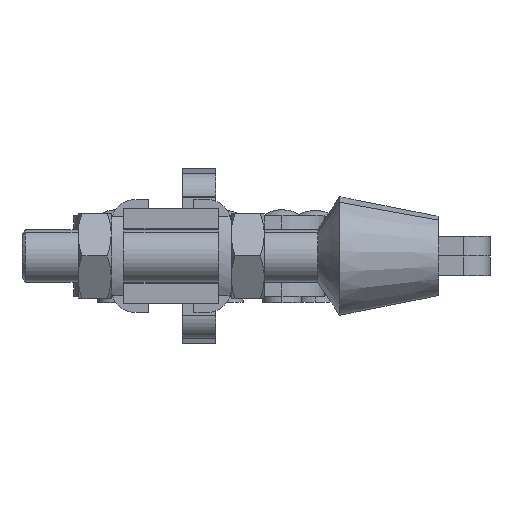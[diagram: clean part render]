
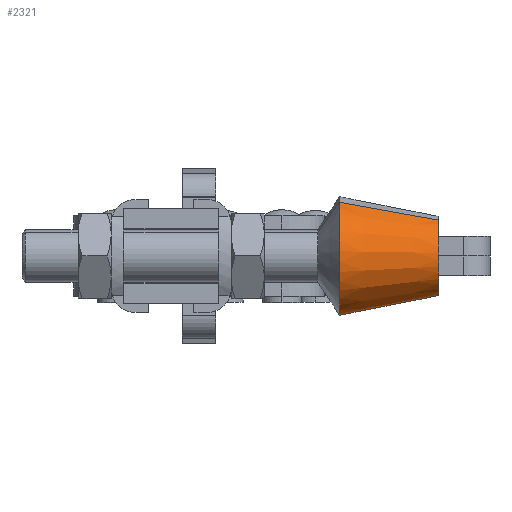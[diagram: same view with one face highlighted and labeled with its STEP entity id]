
A CAD part, left-side view. The second image highlights one B-rep face of the part: STEP entity #2321.
In plain terms, the highlighted conical face has half-angle 11.31 degrees and reference radius 6 mm.
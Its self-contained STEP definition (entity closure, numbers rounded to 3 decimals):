
#76 = VECTOR ( 'NONE', #6019, 1000. ) ;
#524 = CARTESIAN_POINT ( 'NONE',  ( -104.573, 15., 0. ) ) ;
#784 = DIRECTION ( 'NONE',  ( -0.43, 0., 0.903 ) ) ;
#909 = VECTOR ( 'NONE', #6470, 1000. ) ;
#1395 = DIRECTION ( 'NONE',  ( -0.43, 0., 0.903 ) ) ;
#1712 = CIRCLE ( 'NONE', #4622, 6. ) ;
#1786 = EDGE_CURVE ( 'NONE', #2371, #6857, #1712, .T. ) ;
#1837 = EDGE_CURVE ( 'NONE', #2371, #2208, #7263, .T. ) ;
#1857 = ORIENTED_EDGE ( 'NONE', *, *, #2971, .T. ) ;
#2208 = VERTEX_POINT ( 'NONE', #5485 ) ;
#2321 = ADVANCED_FACE ( 'NONE', ( #2869 ), #8110, .T. ) ;
#2371 = VERTEX_POINT ( 'NONE', #2586 ) ;
#2504 = EDGE_CURVE ( 'NONE', #6857, #6896, #6767, .T. ) ;
#2586 = CARTESIAN_POINT ( 'NONE',  ( -107.154, 0., 5.417 ) ) ;
#2869 = FACE_OUTER_BOUND ( 'NONE', #9852, .T. ) ;
#2971 = EDGE_CURVE ( 'NONE', #2208, #6896, #4886, .T. ) ;
#4535 = CARTESIAN_POINT ( 'NONE',  ( -100.701, 15., -8.125 ) ) ;
#4622 = AXIS2_PLACEMENT_3D ( 'NONE', #10379, #5643, #784 ) ;
#4886 = CIRCLE ( 'NONE', #5094, 9. ) ;
#4910 = DIRECTION ( 'NONE',  ( 0.43, 0., -0.903 ) ) ;
#5094 = AXIS2_PLACEMENT_3D ( 'NONE', #524, #6172, #1395 ) ;
#5485 = CARTESIAN_POINT ( 'NONE',  ( -108.444, 15., 8.125 ) ) ;
#5643 = DIRECTION ( 'NONE',  ( 0., -1., 0. ) ) ;
#5856 = ORIENTED_EDGE ( 'NONE', *, *, #2504, .F. ) ;
#6019 = DIRECTION ( 'NONE',  ( 0.084, 0.981, -0.177 ) ) ;
#6088 = ORIENTED_EDGE ( 'NONE', *, *, #1837, .T. ) ;
#6172 = DIRECTION ( 'NONE',  ( 0., -1., 0. ) ) ;
#6427 = DIRECTION ( 'NONE',  ( 0., 1., 0. ) ) ;
#6470 = DIRECTION ( 'NONE',  ( -0.084, 0.981, 0.177 ) ) ;
#6767 = LINE ( 'NONE', #6786, #76 ) ;
#6786 = CARTESIAN_POINT ( 'NONE',  ( -101.992, 0., -5.417 ) ) ;
#6857 = VERTEX_POINT ( 'NONE', #8363 ) ;
#6896 = VERTEX_POINT ( 'NONE', #4535 ) ;
#7263 = LINE ( 'NONE', #10451, #909 ) ;
#8110 = CONICAL_SURFACE ( 'NONE', #9027, 6., 0.197 ) ;
#8141 = ORIENTED_EDGE ( 'NONE', *, *, #1786, .F. ) ;
#8363 = CARTESIAN_POINT ( 'NONE',  ( -101.992, 0., -5.417 ) ) ;
#9027 = AXIS2_PLACEMENT_3D ( 'NONE', #9626, #6427, #4910 ) ;
#9626 = CARTESIAN_POINT ( 'NONE',  ( -104.573, 0., 0. ) ) ;
#9852 = EDGE_LOOP ( 'NONE', ( #8141, #6088, #1857, #5856 ) ) ;
#10379 = CARTESIAN_POINT ( 'NONE',  ( -104.573, 0., 0. ) ) ;
#10451 = CARTESIAN_POINT ( 'NONE',  ( -107.154, 0., 5.417 ) ) ;
